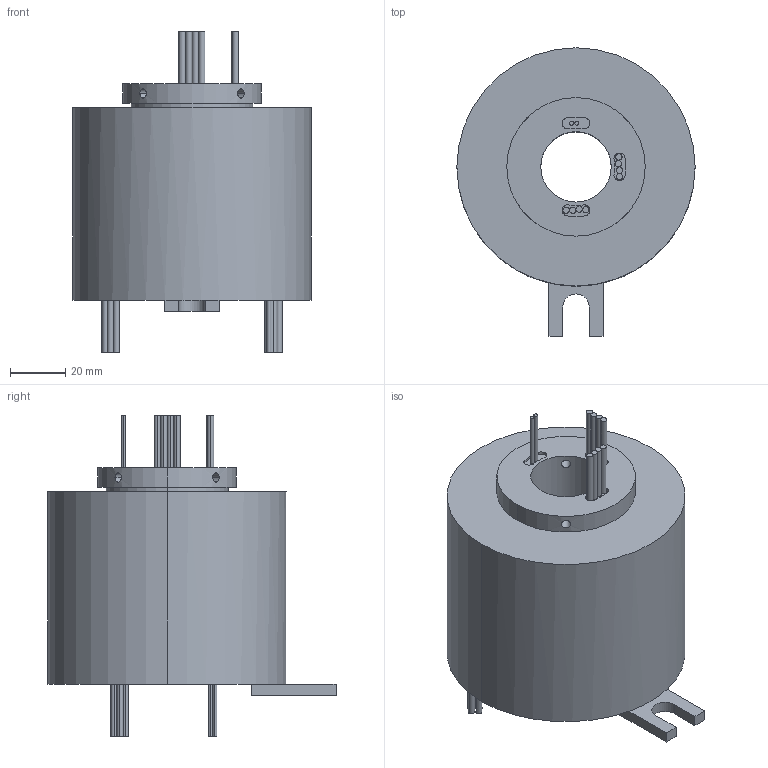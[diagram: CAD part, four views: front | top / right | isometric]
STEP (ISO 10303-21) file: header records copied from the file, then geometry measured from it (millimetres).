
FILE_DESCRIPTION (( 'STEP AP203' ), '1' );
FILE_NAME ('RX00714008.STEP', '2020-07-15T01:14:11', ( '微软用户' ), ( '微软中国' ), 'SwSTEP 2.0', 'SolidWorks 2014', '' );
FILE_SCHEMA (( 'CONFIG_CONTROL_DESIGN' ));
Length unit declared in the file: millimetre
Products named in the file (1): RX00714008
Bounding box: 86 x 104 x 116.1 mm (x, y, z)
Volume: 382743.2 mm3; surface area: 42253 mm2
Topology: 1 solids, 1 shells, 133 faces, 299 edges, 194 vertices
Faces by surface type: cylinder 84, plane 41, cone 8
Entity records: 4232 total; most frequent: CARTESIAN_POINT 1047, DIRECTION 705, ORIENTED_EDGE 590, EDGE_CURVE 295, AXIS2_PLACEMENT_3D 292, VERTEX_POINT 194, EDGE_LOOP 173, CIRCLE 158
